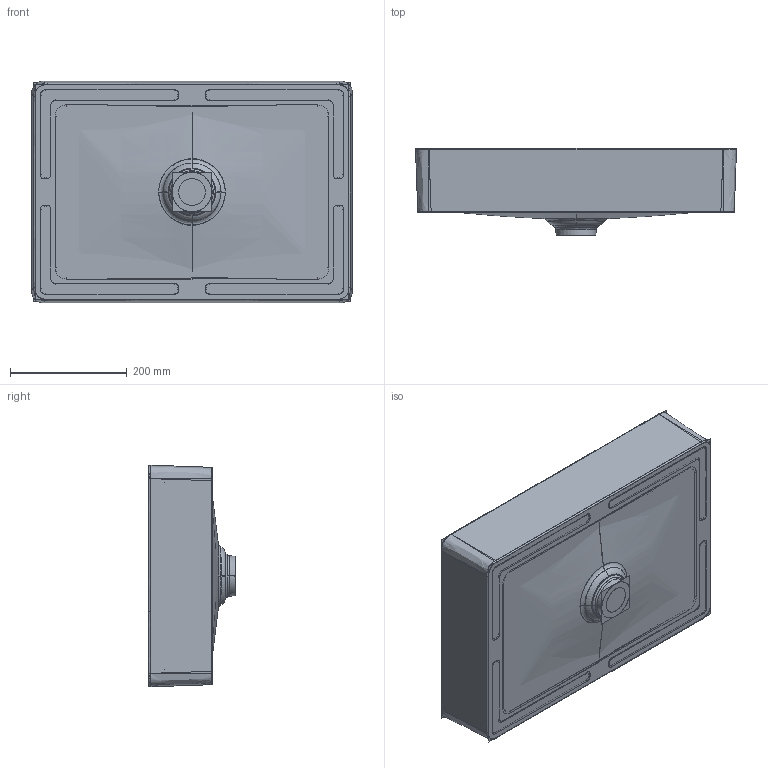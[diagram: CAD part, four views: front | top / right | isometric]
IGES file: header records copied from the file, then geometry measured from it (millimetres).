
Start section: JAMA-IS VERSION  1.0  PTC IGES file: CCASF412-1000410F0_3D.igs
Global section: file name: CCASF412-1000410F0_3D.igs; native system: Creo Parametric by PTC Inc.; preprocessor: 2019224; author: 10113209; organization: Unknown; date: 20200119.155333; units: millimetre
Bounding box: 549.84 x 150.4 x 379.84 mm (x, y, z)
Surface area: 5145549.1 mm2 (no closed solid volume)
Topology: 0 solids, 0 shells, 486 faces, 7300 edges, 9332 vertices
Faces by surface type: bspline 486
